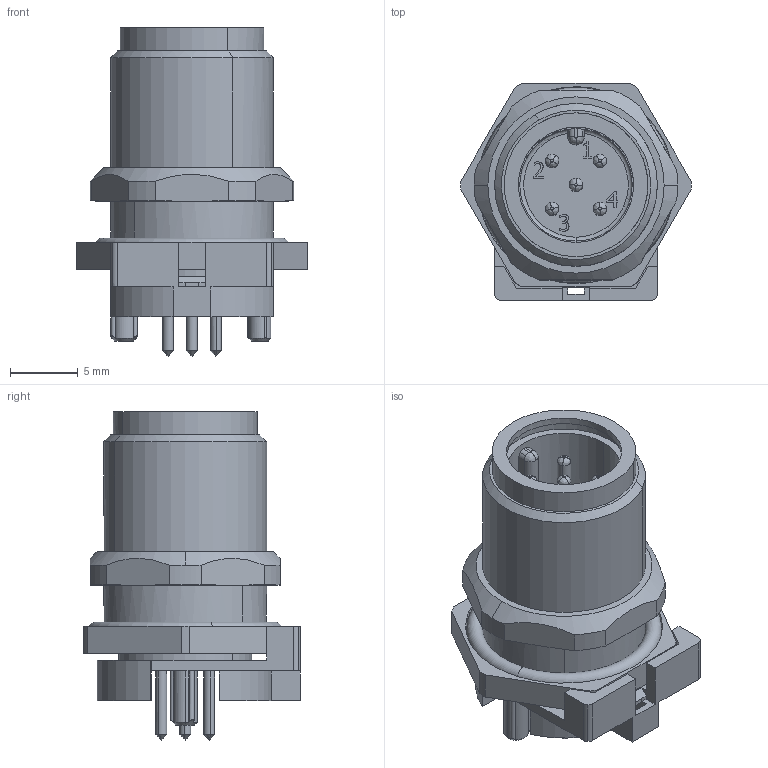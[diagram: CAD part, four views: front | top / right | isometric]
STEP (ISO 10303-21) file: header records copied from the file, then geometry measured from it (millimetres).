
FILE_DESCRIPTION(('CATIA V5R24 STEP','CAx-IF Rec.Pracs.--- Model Styling and Organization---1.2---2011-12-15'),'2;1');
FILE_NAME ('D1461884_0_2423360000_2423360000.stp','2017-09-08T08:55:20+00:00',('none'),('Weidmueller'),'CATIA Version 5-6 Release 2014 SP4 HF52','CATIA V5 STEP AP214','none');
FILE_SCHEMA(('AUTOMOTIVE_DESIGN { 1 0 10303 214 1 1 1 1 }'));
Length unit declared in the file: millimetre
Products named in the file (1): 2423360000
Bounding box: 17 x 16 x 24.2 mm (x, y, z)
Volume: 2017.1 mm3; surface area: 3429.7 mm2
Topology: 3 solids, 3 shells, 283 faces, 751 edges, 486 vertices
Faces by surface type: plane 115, cylinder 85, bspline 55, cone 22, torus 6
Entity records: 9607 total; most frequent: CARTESIAN_POINT 3333, ORIENTED_EDGE 1482, DIRECTION 943, EDGE_CURVE 741, VERTEX_POINT 486, AXIS2_PLACEMENT_3D 372, VECTOR 359, LINE 359
